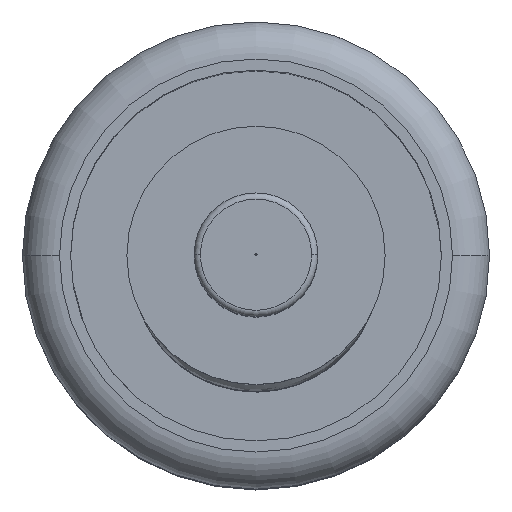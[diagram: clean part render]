
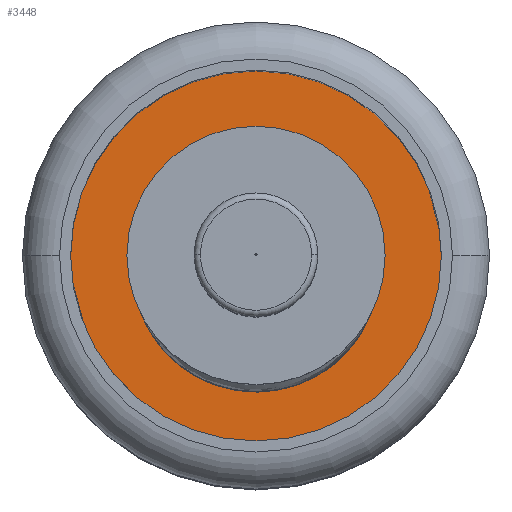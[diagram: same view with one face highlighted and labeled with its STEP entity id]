
A CAD part, top view. The second image highlights one B-rep face of the part: STEP entity #3448.
In plain terms, the highlighted planar face has unit normal (0, 0, 1).
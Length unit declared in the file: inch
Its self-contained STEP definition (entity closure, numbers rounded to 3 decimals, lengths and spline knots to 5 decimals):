
#119 = AXIS2_PLACEMENT_3D ( 'NONE', #6719, #2694, #7390 ) ;
#163 = ORIENTED_EDGE ( 'NONE', *, *, #4727, .T. ) ;
#185 = CARTESIAN_POINT ( 'NONE',  ( -0.15, 0., 0.256 ) ) ;
#295 = AXIS2_PLACEMENT_3D ( 'NONE', #305, #5005, #992 ) ;
#305 = CARTESIAN_POINT ( 'NONE',  ( 0., 0., 0.256 ) ) ;
#430 = CIRCLE ( 'NONE', #119, 0.15 ) ;
#431 = CIRCLE ( 'NONE', #906, 0.15 ) ;
#736 = EDGE_LOOP ( 'NONE', ( #6347, #5900 ) ) ;
#880 = CARTESIAN_POINT ( 'NONE',  ( 0., 0., 0.256 ) ) ;
#906 = AXIS2_PLACEMENT_3D ( 'NONE', #880, #5577, #1546 ) ;
#992 = DIRECTION ( 'NONE',  ( 1., 0., 0. ) ) ;
#1294 = EDGE_LOOP ( 'NONE', ( #163, #5462 ) ) ;
#1546 = DIRECTION ( 'NONE',  ( 1., 0., 0. ) ) ;
#1632 = VERTEX_POINT ( 'NONE', #5559 ) ;
#1828 = DIRECTION ( 'NONE',  ( 0., 0., 1. ) ) ;
#2350 = DIRECTION ( 'NONE',  ( 0., 0., 1. ) ) ;
#2487 = EDGE_CURVE ( 'NONE', #3789, #6426, #3344, .T. ) ;
#2581 = CARTESIAN_POINT ( 'NONE',  ( -0.06, 0., 0.256 ) ) ;
#2694 = DIRECTION ( 'NONE',  ( 0., 0., 1. ) ) ;
#3344 = CIRCLE ( 'NONE', #8315, 0.06 ) ;
#3448 = ADVANCED_FACE ( 'NONE', ( #8031, #4493 ), #4984, .T. ) ;
#3789 = VERTEX_POINT ( 'NONE', #2581 ) ;
#4123 = VERTEX_POINT ( 'NONE', #185 ) ;
#4217 = CARTESIAN_POINT ( 'NONE',  ( 0.06, 0., 0.256 ) ) ;
#4493 = FACE_BOUND ( 'NONE', #736, .T. ) ;
#4668 = AXIS2_PLACEMENT_3D ( 'NONE', #5842, #1828, #6506 ) ;
#4727 = EDGE_CURVE ( 'NONE', #1632, #4123, #430, .T. ) ;
#4984 = PLANE ( 'NONE',  #295 ) ;
#5005 = DIRECTION ( 'NONE',  ( 0., 0., 1. ) ) ;
#5117 = CIRCLE ( 'NONE', #4668, 0.06 ) ;
#5462 = ORIENTED_EDGE ( 'NONE', *, *, #5861, .T. ) ;
#5559 = CARTESIAN_POINT ( 'NONE',  ( 0.15, 0., 0.256 ) ) ;
#5577 = DIRECTION ( 'NONE',  ( 0., 0., 1. ) ) ;
#5842 = CARTESIAN_POINT ( 'NONE',  ( 0., 0., 0.256 ) ) ;
#5861 = EDGE_CURVE ( 'NONE', #4123, #1632, #431, .T. ) ;
#5900 = ORIENTED_EDGE ( 'NONE', *, *, #7898, .F. ) ;
#6347 = ORIENTED_EDGE ( 'NONE', *, *, #2487, .F. ) ;
#6372 = CARTESIAN_POINT ( 'NONE',  ( 0., 0., 0.256 ) ) ;
#6426 = VERTEX_POINT ( 'NONE', #4217 ) ;
#6506 = DIRECTION ( 'NONE',  ( 1., 0., 0. ) ) ;
#6719 = CARTESIAN_POINT ( 'NONE',  ( 0., 0., 0.256 ) ) ;
#7021 = DIRECTION ( 'NONE',  ( 1., 0., 0. ) ) ;
#7390 = DIRECTION ( 'NONE',  ( 1., 0., 0. ) ) ;
#7898 = EDGE_CURVE ( 'NONE', #6426, #3789, #5117, .T. ) ;
#8031 = FACE_OUTER_BOUND ( 'NONE', #1294, .T. ) ;
#8315 = AXIS2_PLACEMENT_3D ( 'NONE', #6372, #2350, #7021 ) ;
